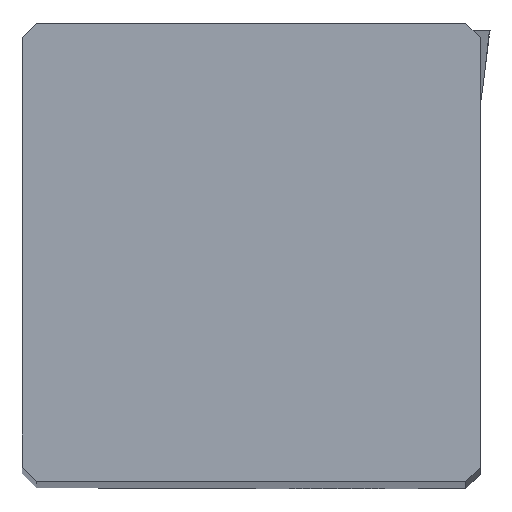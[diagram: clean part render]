
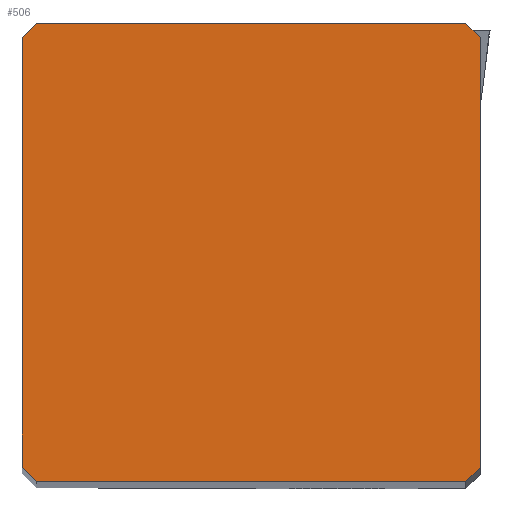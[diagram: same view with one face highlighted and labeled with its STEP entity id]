
A CAD part, top view. The second image highlights one B-rep face of the part: STEP entity #506.
In plain terms, the highlighted planar face has unit normal (0, 0, 1).
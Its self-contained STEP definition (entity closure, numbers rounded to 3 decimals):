
#439=FACE_OUTER_BOUND('',#616,.T.);
#506=ADVANCED_FACE('',(#439),#565,.T.);
#565=PLANE('',#1841);
#616=EDGE_LOOP('',(#767,#768,#769,#770,#771,#772,#773,#774));
#767=ORIENTED_EDGE('',*,*,#1220,.F.);
#768=ORIENTED_EDGE('',*,*,#1221,.F.);
#769=ORIENTED_EDGE('',*,*,#1205,.T.);
#770=ORIENTED_EDGE('',*,*,#1219,.F.);
#771=ORIENTED_EDGE('',*,*,#1222,.T.);
#772=ORIENTED_EDGE('',*,*,#1223,.F.);
#773=ORIENTED_EDGE('',*,*,#1224,.F.);
#774=ORIENTED_EDGE('',*,*,#1225,.F.);
#1066=VERTEX_POINT('',#2446);
#1068=VERTEX_POINT('',#2449);
#1079=VERTEX_POINT('',#2475);
#1080=VERTEX_POINT('',#2479);
#1081=VERTEX_POINT('',#2480);
#1082=VERTEX_POINT('',#2483);
#1083=VERTEX_POINT('',#2485);
#1084=VERTEX_POINT('',#2487);
#1205=EDGE_CURVE('',#1068,#1066,#1494,.T.);
#1219=EDGE_CURVE('',#1079,#1066,#1505,.T.);
#1220=EDGE_CURVE('',#1080,#1081,#1506,.T.);
#1221=EDGE_CURVE('',#1068,#1080,#1507,.T.);
#1222=EDGE_CURVE('',#1079,#1082,#1508,.T.);
#1223=EDGE_CURVE('',#1083,#1082,#1509,.T.);
#1224=EDGE_CURVE('',#1084,#1083,#1510,.T.);
#1225=EDGE_CURVE('',#1081,#1084,#1511,.T.);
#1494=LINE('',#2448,#1602);
#1505=LINE('',#2476,#1613);
#1506=LINE('',#2478,#1614);
#1507=LINE('',#2481,#1615);
#1508=LINE('',#2482,#1616);
#1509=LINE('',#2484,#1617);
#1510=LINE('',#2486,#1618);
#1511=LINE('',#2488,#1619);
#1602=VECTOR('',#2061,1.);
#1613=VECTOR('',#2082,1.);
#1614=VECTOR('',#2085,1.);
#1615=VECTOR('',#2086,1.);
#1616=VECTOR('',#2087,1.);
#1617=VECTOR('',#2088,1.);
#1618=VECTOR('',#2089,1.);
#1619=VECTOR('',#2090,1.);
#1841=AXIS2_PLACEMENT_3D('',#2489,#2091,#2092);
#2061=DIRECTION('',(1.,0.,0.));
#2082=DIRECTION('',(-0.707,-0.707,0.));
#2085=DIRECTION('',(0.,1.,0.));
#2086=DIRECTION('',(-0.707,0.707,0.));
#2087=DIRECTION('',(0.,1.,0.));
#2088=DIRECTION('',(0.707,-0.707,0.));
#2089=DIRECTION('',(1.,0.,0.));
#2090=DIRECTION('',(0.707,0.707,0.));
#2091=DIRECTION('',(0.,0.,1.));
#2092=DIRECTION('',(-1.,0.,0.));
#2446=CARTESIAN_POINT('',(15.5,0.,0.));
#2448=CARTESIAN_POINT('',(0.5,0.,0.));
#2449=CARTESIAN_POINT('',(0.5,0.,0.));
#2475=CARTESIAN_POINT('',(16.,0.5,0.));
#2476=CARTESIAN_POINT('',(16.,0.5,0.));
#2478=CARTESIAN_POINT('',(0.,0.5,0.));
#2479=CARTESIAN_POINT('',(0.,0.5,0.));
#2480=CARTESIAN_POINT('',(0.,15.5,0.));
#2481=CARTESIAN_POINT('',(0.5,0.,0.));
#2482=CARTESIAN_POINT('',(16.,0.5,0.));
#2483=CARTESIAN_POINT('',(16.,15.5,0.));
#2484=CARTESIAN_POINT('',(15.5,16.,0.));
#2485=CARTESIAN_POINT('',(15.5,16.,0.));
#2486=CARTESIAN_POINT('',(0.5,16.,0.));
#2487=CARTESIAN_POINT('',(0.5,16.,0.));
#2488=CARTESIAN_POINT('',(0.,15.5,0.));
#2489=CARTESIAN_POINT('',(8.,8.,0.));
